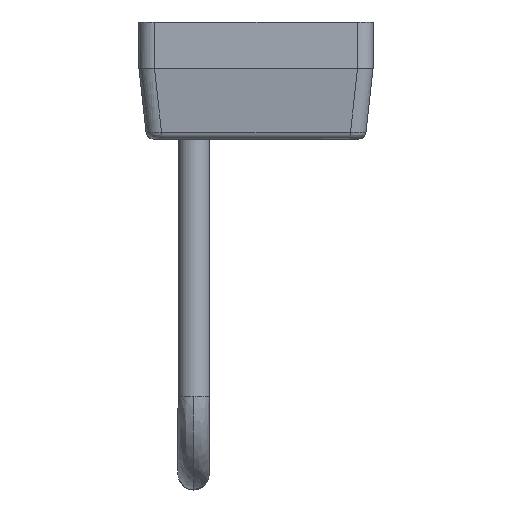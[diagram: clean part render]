
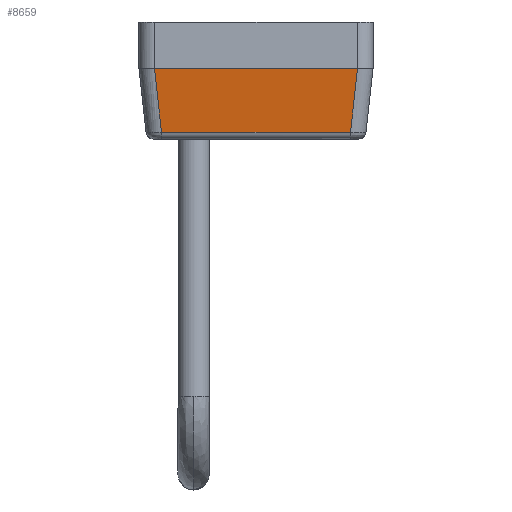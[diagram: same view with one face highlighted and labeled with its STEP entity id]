
A CAD part, left-side view. The second image highlights one B-rep face of the part: STEP entity #8659.
In plain terms, the highlighted free-form (B-spline) face has degree [1, 1] with [2, 2] control points.
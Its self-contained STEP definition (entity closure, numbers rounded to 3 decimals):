
#7974=CARTESIAN_POINT('',(-115.599,-20.111,35.89));
#7975=VERTEX_POINT('',#7974);
#8113=CARTESIAN_POINT('',(-115.599,4.111,35.89));
#8114=VERTEX_POINT('',#8113);
#8280=CARTESIAN_POINT('',(-116.5,-21.012,44.0));
#8281=VERTEX_POINT('',#8280);
#8282=CARTESIAN_POINT('',(-115.599,-20.111,35.89));
#8283=CARTESIAN_POINT('',(-116.5,-21.012,44.0));
#8284=QUASI_UNIFORM_CURVE('',1,(#8282,#8283),.UNSPECIFIED.,.F.,.U.);
#8285=EDGE_CURVE('',#7975,#8281,#8284,.T.);
#8333=CARTESIAN_POINT('',(-116.5,5.012,44.0));
#8334=VERTEX_POINT('',#8333);
#8335=CARTESIAN_POINT('',(-116.5,5.012,44.0));
#8336=CARTESIAN_POINT('',(-115.599,4.111,35.89));
#8337=QUASI_UNIFORM_CURVE('',1,(#8335,#8336),.UNSPECIFIED.,.F.,.U.);
#8338=EDGE_CURVE('',#8334,#8114,#8337,.T.);
#8635=CARTESIAN_POINT('',(-115.599,-20.111,35.89));
#8636=CARTESIAN_POINT('',(-115.599,4.111,35.89));
#8637=QUASI_UNIFORM_CURVE('',1,(#8635,#8636),.UNSPECIFIED.,.F.,.U.);
#8638=EDGE_CURVE('',#7975,#8114,#8637,.T.);
#8644=CARTESIAN_POINT('',(-116.545,-22.312,44.405));
#8645=CARTESIAN_POINT('',(-115.554,-22.312,35.484));
#8646=CARTESIAN_POINT('',(-116.545,6.312,44.405));
#8647=CARTESIAN_POINT('',(-115.554,6.312,35.484));
#8648=B_SPLINE_SURFACE_WITH_KNOTS('',1,1,((#8644,#8646),(#8645,#8647)),.UNSPECIFIED.,.F.,.F.,.U.,(2,2),(2,2),(0.0,8.976),(0.0,28.624),.UNSPECIFIED.);
#8649=CARTESIAN_POINT('',(-116.5,-21.012,44.0));
#8650=CARTESIAN_POINT('',(-116.5,5.012,44.0));
#8651=QUASI_UNIFORM_CURVE('',1,(#8649,#8650),.UNSPECIFIED.,.F.,.U.);
#8652=EDGE_CURVE('',#8281,#8334,#8651,.T.);
#8653=ORIENTED_EDGE('',*,*,#8652,.T.);
#8654=ORIENTED_EDGE('',*,*,#8338,.T.);
#8655=ORIENTED_EDGE('',*,*,#8638,.F.);
#8656=ORIENTED_EDGE('',*,*,#8285,.T.);
#8657=EDGE_LOOP('',(#8653,#8654,#8655,#8656));
#8658=FACE_OUTER_BOUND('',#8657,.T.);
#8659=ADVANCED_FACE('',(#8658),#8648,.F.);
